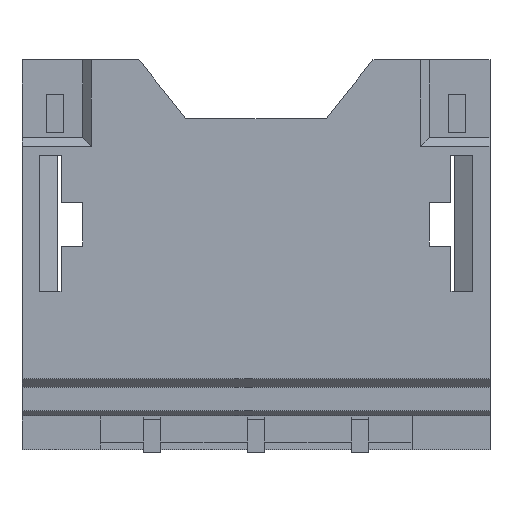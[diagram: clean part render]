
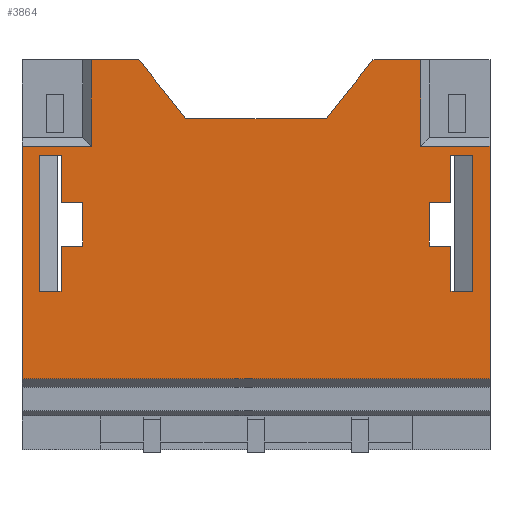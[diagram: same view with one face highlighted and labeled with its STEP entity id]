
A CAD part, front view. The second image highlights one B-rep face of the part: STEP entity #3864.
In plain terms, the highlighted planar face has unit normal (0, -1, 0).
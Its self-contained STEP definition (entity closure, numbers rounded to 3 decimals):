
#117=FACE_BOUND('',#362,.T.);
#118=FACE_BOUND('',#363,.T.);
#167=FACE_OUTER_BOUND('',#361,.T.);
#361=EDGE_LOOP('',(#2851,#2852,#2853,#2854,#2855,#2856,#2857,#2858,#2859,
#2860,#2861,#2862));
#362=EDGE_LOOP('',(#2863,#2864,#2865,#2866,#2867,#2868,#2869,#2870));
#363=EDGE_LOOP('',(#2871,#2872,#2873,#2874,#2875,#2876,#2877,#2878));
#518=LINE('',#5190,#1062);
#529=LINE('',#5211,#1073);
#565=LINE('',#5285,#1109);
#577=LINE('',#5309,#1121);
#587=LINE('',#5329,#1131);
#595=LINE('',#5345,#1139);
#728=LINE('',#5603,#1272);
#738=LINE('',#5623,#1282);
#742=LINE('',#5630,#1286);
#743=LINE('',#5634,#1287);
#744=LINE('',#5635,#1288);
#745=LINE('',#5637,#1289);
#746=LINE('',#5638,#1290);
#747=LINE('',#5640,#1291);
#748=LINE('',#5642,#1292);
#749=LINE('',#5643,#1293);
#750=LINE('',#5646,#1294);
#751=LINE('',#5647,#1295);
#752=LINE('',#5648,#1296);
#753=LINE('',#5650,#1297);
#754=LINE('',#5652,#1298);
#755=LINE('',#5653,#1299);
#756=LINE('',#5656,#1300);
#757=LINE('',#5658,#1301);
#758=LINE('',#5659,#1302);
#759=LINE('',#5660,#1303);
#760=LINE('',#5662,#1304);
#761=LINE('',#5663,#1305);
#1062=VECTOR('',#4236,0.868);
#1073=VECTOR('',#4249,0.55);
#1109=VECTOR('',#4293,0.25);
#1121=VECTOR('',#4307,0.25);
#1131=VECTOR('',#4321,0.25);
#1139=VECTOR('',#4331,0.25);
#1272=VECTOR('',#4528,0.55);
#1282=VECTOR('',#4540,1.);
#1286=VECTOR('',#4546,0.8);
#1287=VECTOR('',#4549,0.8);
#1288=VECTOR('',#4550,1.);
#1289=VECTOR('',#4551,0.868);
#1290=VECTOR('',#4552,1.62);
#1291=VECTOR('',#4553,2.68);
#1292=VECTOR('',#4554,5.4);
#1293=VECTOR('',#4555,2.68);
#1294=VECTOR('',#4556,0.25);
#1295=VECTOR('',#4557,0.52);
#1296=VECTOR('',#4558,1.57);
#1297=VECTOR('',#4559,0.55);
#1298=VECTOR('',#4560,0.25);
#1299=VECTOR('',#4561,0.5);
#1300=VECTOR('',#4562,0.5);
#1301=VECTOR('',#4563,0.25);
#1302=VECTOR('',#4564,0.55);
#1303=VECTOR('',#4565,1.57);
#1304=VECTOR('',#4566,0.52);
#1305=VECTOR('',#4567,0.25);
#1606=VERTEX_POINT('',#5187);
#1607=VERTEX_POINT('',#5189);
#1616=VERTEX_POINT('',#5209);
#1649=VERTEX_POINT('',#5282);
#1650=VERTEX_POINT('',#5284);
#1660=VERTEX_POINT('',#5306);
#1661=VERTEX_POINT('',#5308);
#1668=VERTEX_POINT('',#5326);
#1669=VERTEX_POINT('',#5328);
#1675=VERTEX_POINT('',#5342);
#1676=VERTEX_POINT('',#5344);
#1768=VERTEX_POINT('',#5600);
#1769=VERTEX_POINT('',#5602);
#1778=VERTEX_POINT('',#5621);
#1780=VERTEX_POINT('',#5628);
#1781=VERTEX_POINT('',#5632);
#1782=VERTEX_POINT('',#5633);
#1783=VERTEX_POINT('',#5636);
#1784=VERTEX_POINT('',#5639);
#1785=VERTEX_POINT('',#5641);
#1786=VERTEX_POINT('',#5644);
#1787=VERTEX_POINT('',#5645);
#1788=VERTEX_POINT('',#5649);
#1789=VERTEX_POINT('',#5651);
#1790=VERTEX_POINT('',#5654);
#1791=VERTEX_POINT('',#5655);
#1792=VERTEX_POINT('',#5657);
#1793=VERTEX_POINT('',#5661);
#1972=EDGE_CURVE('',#1607,#1606,#518,.T.);
#1983=EDGE_CURVE('',#1616,#1606,#529,.T.);
#2019=EDGE_CURVE('',#1650,#1649,#565,.T.);
#2031=EDGE_CURVE('',#1661,#1660,#577,.T.);
#2041=EDGE_CURVE('',#1668,#1669,#587,.T.);
#2049=EDGE_CURVE('',#1675,#1676,#595,.T.);
#2182=EDGE_CURVE('',#1768,#1769,#728,.T.);
#2192=EDGE_CURVE('',#1616,#1778,#738,.T.);
#2196=EDGE_CURVE('',#1780,#1778,#742,.T.);
#2197=EDGE_CURVE('',#1781,#1782,#743,.T.);
#2198=EDGE_CURVE('',#1769,#1781,#744,.T.);
#2199=EDGE_CURVE('',#1768,#1783,#745,.T.);
#2200=EDGE_CURVE('',#1783,#1607,#746,.T.);
#2201=EDGE_CURVE('',#1784,#1780,#747,.T.);
#2202=EDGE_CURVE('',#1784,#1785,#748,.T.);
#2203=EDGE_CURVE('',#1782,#1785,#749,.T.);
#2204=EDGE_CURVE('',#1786,#1787,#750,.T.);
#2205=EDGE_CURVE('',#1669,#1787,#751,.T.);
#2206=EDGE_CURVE('',#1668,#1650,#752,.T.);
#2207=EDGE_CURVE('',#1788,#1649,#753,.T.);
#2208=EDGE_CURVE('',#1788,#1789,#754,.T.);
#2209=EDGE_CURVE('',#1789,#1786,#755,.T.);
#2210=EDGE_CURVE('',#1790,#1791,#756,.T.);
#2211=EDGE_CURVE('',#1791,#1792,#757,.T.);
#2212=EDGE_CURVE('',#1792,#1661,#758,.T.);
#2213=EDGE_CURVE('',#1676,#1660,#759,.T.);
#2214=EDGE_CURVE('',#1675,#1793,#760,.T.);
#2215=EDGE_CURVE('',#1793,#1790,#761,.T.);
#2851=ORIENTED_EDGE('',*,*,#2197,.F.);
#2852=ORIENTED_EDGE('',*,*,#2198,.F.);
#2853=ORIENTED_EDGE('',*,*,#2182,.F.);
#2854=ORIENTED_EDGE('',*,*,#2199,.T.);
#2855=ORIENTED_EDGE('',*,*,#2200,.T.);
#2856=ORIENTED_EDGE('',*,*,#1972,.T.);
#2857=ORIENTED_EDGE('',*,*,#1983,.F.);
#2858=ORIENTED_EDGE('',*,*,#2192,.T.);
#2859=ORIENTED_EDGE('',*,*,#2196,.F.);
#2860=ORIENTED_EDGE('',*,*,#2201,.F.);
#2861=ORIENTED_EDGE('',*,*,#2202,.T.);
#2862=ORIENTED_EDGE('',*,*,#2203,.F.);
#2863=ORIENTED_EDGE('',*,*,#2204,.T.);
#2864=ORIENTED_EDGE('',*,*,#2205,.F.);
#2865=ORIENTED_EDGE('',*,*,#2041,.F.);
#2866=ORIENTED_EDGE('',*,*,#2206,.T.);
#2867=ORIENTED_EDGE('',*,*,#2019,.T.);
#2868=ORIENTED_EDGE('',*,*,#2207,.F.);
#2869=ORIENTED_EDGE('',*,*,#2208,.T.);
#2870=ORIENTED_EDGE('',*,*,#2209,.T.);
#2871=ORIENTED_EDGE('',*,*,#2210,.T.);
#2872=ORIENTED_EDGE('',*,*,#2211,.T.);
#2873=ORIENTED_EDGE('',*,*,#2212,.T.);
#2874=ORIENTED_EDGE('',*,*,#2031,.T.);
#2875=ORIENTED_EDGE('',*,*,#2213,.F.);
#2876=ORIENTED_EDGE('',*,*,#2049,.F.);
#2877=ORIENTED_EDGE('',*,*,#2214,.T.);
#2878=ORIENTED_EDGE('',*,*,#2215,.T.);
#3676=PLANE('',#4071);
#3864=ADVANCED_FACE('',(#167,#117,#118),#3676,.F.);
#4071=AXIS2_PLACEMENT_3D('',#5631,#4547,#4548);
#4236=DIRECTION('',(-0.622,0.,0.783));
#4249=DIRECTION('',(1.,0.,0.));
#4293=DIRECTION('',(1.,0.,0.));
#4307=DIRECTION('',(1.,0.,0.));
#4321=DIRECTION('',(1.,0.,0.));
#4331=DIRECTION('',(1.,0.,0.));
#4528=DIRECTION('',(1.,0.,0.));
#4540=DIRECTION('',(0.,0.,-1.));
#4546=DIRECTION('',(1.,0.,0.));
#4547=DIRECTION('center_axis',(0.,1.,0.));
#4548=DIRECTION('ref_axis',(1.,0.,0.));
#4549=DIRECTION('',(1.,0.,0.));
#4550=DIRECTION('',(0.,0.,-1.));
#4551=DIRECTION('',(-0.622,0.,-0.783));
#4552=DIRECTION('',(-1.,0.,0.));
#4553=DIRECTION('',(0.,0.,1.));
#4554=DIRECTION('',(1.,0.,0.));
#4555=DIRECTION('',(0.,0.,-1.));
#4556=DIRECTION('',(-1.,0.,0.));
#4557=DIRECTION('',(0.,0.,1.));
#4558=DIRECTION('',(0.,0.,1.));
#4559=DIRECTION('',(0.,0.,1.));
#4560=DIRECTION('',(1.,0.,0.));
#4561=DIRECTION('',(0.,0.,-1.));
#4562=DIRECTION('',(0.,0.,1.));
#4563=DIRECTION('',(1.,0.,0.));
#4564=DIRECTION('',(0.,0.,1.));
#4565=DIRECTION('',(0.,0.,1.));
#4566=DIRECTION('',(0.,0.,1.));
#4567=DIRECTION('',(-1.,0.,0.));
#5187=CARTESIAN_POINT('',(-1.35,-1.4,2.25));
#5189=CARTESIAN_POINT('',(-0.81,-1.4,1.57));
#5190=CARTESIAN_POINT('',(-0.81,-1.4,1.57));
#5209=CARTESIAN_POINT('',(-1.9,-1.4,2.25));
#5211=CARTESIAN_POINT('',(-1.9,-1.4,2.25));
#5282=CARTESIAN_POINT('',(-2.25,-1.4,1.15));
#5284=CARTESIAN_POINT('',(-2.5,-1.4,1.15));
#5285=CARTESIAN_POINT('',(-2.5,-1.4,1.15));
#5306=CARTESIAN_POINT('',(2.5,-1.4,1.15));
#5308=CARTESIAN_POINT('',(2.25,-1.4,1.15));
#5309=CARTESIAN_POINT('',(2.25,-1.4,1.15));
#5326=CARTESIAN_POINT('',(-2.5,-1.4,-0.42));
#5328=CARTESIAN_POINT('',(-2.25,-1.4,-0.42));
#5329=CARTESIAN_POINT('',(-2.5,-1.4,-0.42));
#5342=CARTESIAN_POINT('',(2.25,-1.4,-0.42));
#5344=CARTESIAN_POINT('',(2.5,-1.4,-0.42));
#5345=CARTESIAN_POINT('',(2.25,-1.4,-0.42));
#5600=CARTESIAN_POINT('',(1.35,-1.4,2.25));
#5602=CARTESIAN_POINT('',(1.9,-1.4,2.25));
#5603=CARTESIAN_POINT('',(1.35,-1.4,2.25));
#5621=CARTESIAN_POINT('',(-1.9,-1.4,1.25));
#5623=CARTESIAN_POINT('',(-1.9,-1.4,2.25));
#5628=CARTESIAN_POINT('',(-2.7,-1.4,1.25));
#5630=CARTESIAN_POINT('',(-2.7,-1.4,1.25));
#5631=CARTESIAN_POINT('Origin',(0.,-1.4,0.));
#5632=CARTESIAN_POINT('',(1.9,-1.4,1.25));
#5633=CARTESIAN_POINT('',(2.7,-1.4,1.25));
#5634=CARTESIAN_POINT('',(1.9,-1.4,1.25));
#5635=CARTESIAN_POINT('',(1.9,-1.4,2.25));
#5636=CARTESIAN_POINT('',(0.81,-1.4,1.57));
#5637=CARTESIAN_POINT('',(1.35,-1.4,2.25));
#5638=CARTESIAN_POINT('',(0.81,-1.4,1.57));
#5639=CARTESIAN_POINT('',(-2.7,-1.4,-1.43));
#5640=CARTESIAN_POINT('',(-2.7,-1.4,-1.43));
#5641=CARTESIAN_POINT('',(2.7,-1.4,-1.43));
#5642=CARTESIAN_POINT('',(-2.7,-1.4,-1.43));
#5643=CARTESIAN_POINT('',(2.7,-1.4,1.25));
#5644=CARTESIAN_POINT('',(-2.,-1.4,0.1));
#5645=CARTESIAN_POINT('',(-2.25,-1.4,0.1));
#5646=CARTESIAN_POINT('',(-2.,-1.4,0.1));
#5647=CARTESIAN_POINT('',(-2.25,-1.4,-0.42));
#5648=CARTESIAN_POINT('',(-2.5,-1.4,-0.42));
#5649=CARTESIAN_POINT('',(-2.25,-1.4,0.6));
#5650=CARTESIAN_POINT('',(-2.25,-1.4,0.6));
#5651=CARTESIAN_POINT('',(-2.,-1.4,0.6));
#5652=CARTESIAN_POINT('',(-2.25,-1.4,0.6));
#5653=CARTESIAN_POINT('',(-2.,-1.4,0.6));
#5654=CARTESIAN_POINT('',(2.,-1.4,0.1));
#5655=CARTESIAN_POINT('',(2.,-1.4,0.6));
#5656=CARTESIAN_POINT('',(2.,-1.4,0.1));
#5657=CARTESIAN_POINT('',(2.25,-1.4,0.6));
#5658=CARTESIAN_POINT('',(2.,-1.4,0.6));
#5659=CARTESIAN_POINT('',(2.25,-1.4,0.6));
#5660=CARTESIAN_POINT('',(2.5,-1.4,-0.42));
#5661=CARTESIAN_POINT('',(2.25,-1.4,0.1));
#5662=CARTESIAN_POINT('',(2.25,-1.4,-0.42));
#5663=CARTESIAN_POINT('',(2.25,-1.4,0.1));
